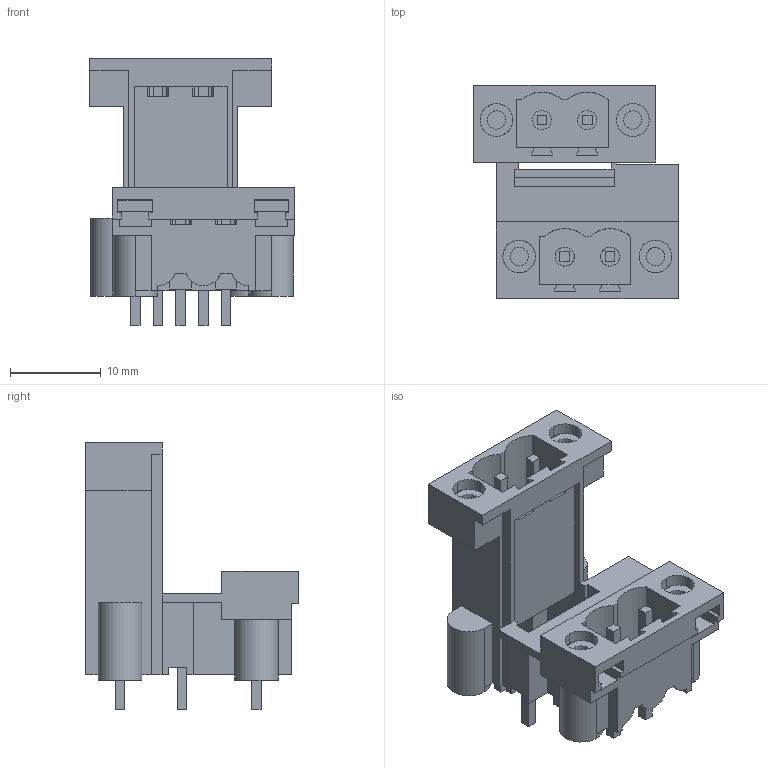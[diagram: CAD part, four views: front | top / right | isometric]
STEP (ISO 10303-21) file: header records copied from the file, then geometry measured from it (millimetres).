
FILE_DESCRIPTION(('CATIA V5 STEP Exchange','CAx-IF Rec.Pracs.--- Model Styling and Organization---1.2---2011-12-15'),'2;1');
FILE_NAME ('D1458353_0_1883100000_1883100000.stp','2018-03-30T11:54:59+00:00',('none'),('Weidmueller'),'CATIA Version 5-6 Release 2014','CATIA V5 STEP AP214','none');
FILE_SCHEMA(('AUTOMOTIVE_DESIGN { 1 0 10303 214 1 1 1 1 }'));
Length unit declared in the file: millimetre
Products named in the file (1): 1883100000
Bounding box: 22.5 x 23.43 x 29.36 mm (x, y, z)
Volume: 3200 mm3; surface area: 5758 mm2
Topology: 10 solids, 10 shells, 357 faces, 1015 edges, 677 vertices
Faces by surface type: plane 308, cylinder 49
Entity records: 11730 total; most frequent: CARTESIAN_POINT 2168, ORIENTED_EDGE 2030, DIRECTION 1663, EDGE_CURVE 1015, VECTOR 907, LINE 907, VERTEX_POINT 677, AXIS2_PLACEMENT_3D 425
